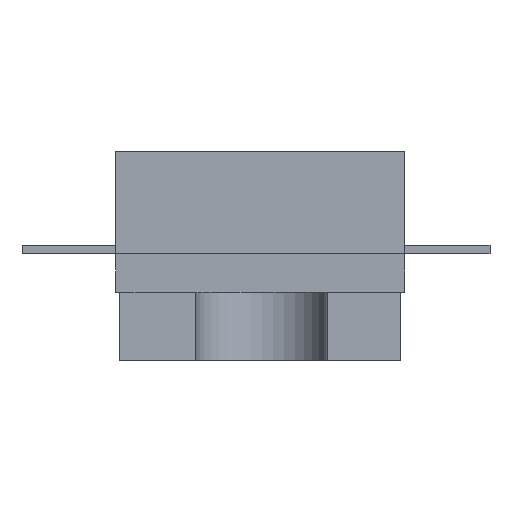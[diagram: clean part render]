
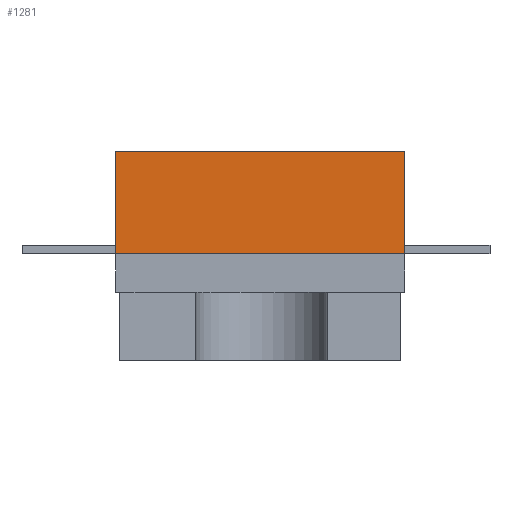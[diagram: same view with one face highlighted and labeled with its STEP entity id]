
A CAD part, left-side view. The second image highlights one B-rep face of the part: STEP entity #1281.
In plain terms, the highlighted planar face has unit normal (-1, 0, 0).
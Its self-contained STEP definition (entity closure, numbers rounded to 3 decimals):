
#1281=ADVANCED_FACE('',(#2840),#2842,.T.);
#2840=FACE_BOUND('',#2841,.T.);
#2841=EDGE_LOOP('',(#4263,#4264,#4265,#4266));
#2842=PLANE('',#2843);
#2843=AXIS2_PLACEMENT_3D('',#2844,#2845,#2846);
#2844=CARTESIAN_POINT('',(-4.301,3.4,2.5));
#2845=DIRECTION('',(-1.,0.,0.));
#2846=DIRECTION('',(0.,-1.,0.));
#4263=ORIENTED_EDGE('',*,*,#5128,.T.);
#4264=ORIENTED_EDGE('',*,*,#5129,.T.);
#4265=ORIENTED_EDGE('',*,*,#4748,.F.);
#4266=ORIENTED_EDGE('',*,*,#5130,.F.);
#4748=EDGE_CURVE('',#5335,#5336,#5337,.T.);
#5128=EDGE_CURVE('',#5963,#5964,#5965,.T.);
#5129=EDGE_CURVE('',#5964,#5336,#5966,.T.);
#5130=EDGE_CURVE('',#5963,#5335,#5967,.T.);
#5335=VERTEX_POINT('',#6320);
#5336=VERTEX_POINT('',#6321);
#5337=LINE('',#6322,#6323);
#5963=VERTEX_POINT('',#7738);
#5964=VERTEX_POINT('',#7739);
#5965=LINE('',#7740,#7741);
#5966=LINE('',#7743,#7744);
#5967=LINE('',#7746,#7747);
#6320=CARTESIAN_POINT('',(-4.301,3.4,4.9));
#6321=CARTESIAN_POINT('',(-4.301,-3.4,4.9));
#6322=CARTESIAN_POINT('',(-4.301,3.4,4.9));
#6323=VECTOR('',#6324,1.);
#6324=DIRECTION('',(0.,-1.,0.));
#7738=CARTESIAN_POINT('',(-4.301,3.4,2.5));
#7739=CARTESIAN_POINT('',(-4.301,-3.4,2.5));
#7740=CARTESIAN_POINT('',(-4.301,3.4,2.5));
#7741=VECTOR('',#7742,1.);
#7742=DIRECTION('',(0.,-1.,0.));
#7743=CARTESIAN_POINT('',(-4.301,-3.4,2.5));
#7744=VECTOR('',#7745,1.);
#7745=DIRECTION('',(0.,0.,1.));
#7746=CARTESIAN_POINT('',(-4.301,3.4,2.5));
#7747=VECTOR('',#7748,1.);
#7748=DIRECTION('',(0.,0.,1.));
